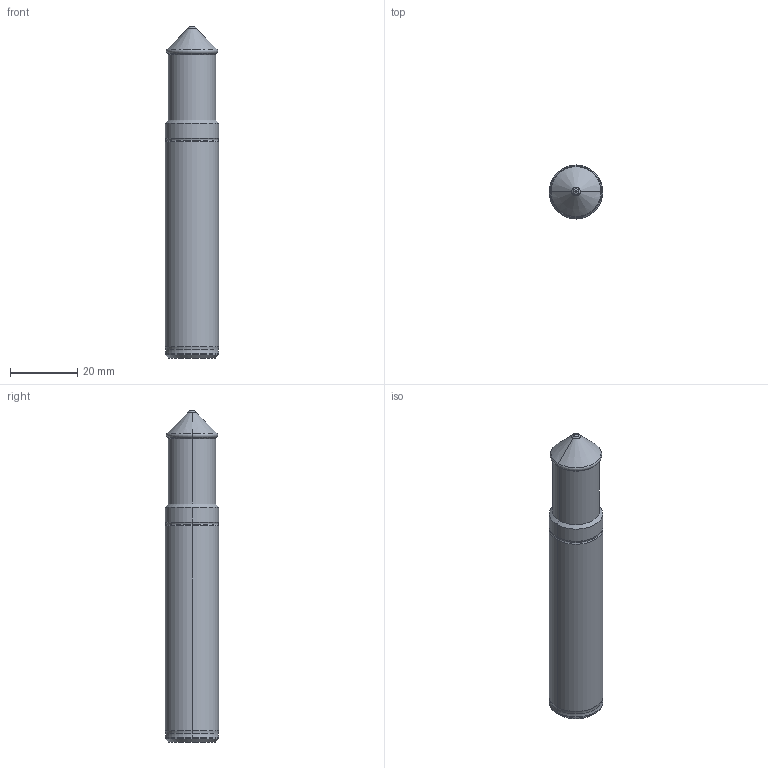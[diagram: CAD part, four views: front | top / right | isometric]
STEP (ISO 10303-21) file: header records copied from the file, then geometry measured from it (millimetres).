
FILE_DESCRIPTION (( 'STEP AP214' ), '1' );
FILE_NAME ('99616-14.STEP', '2017-01-03T10:37:01', ( 'User' ), ( 'GENUINE' ), 'SwSTEP 2.0', 'SolidWorks 2012', '' );
FILE_SCHEMA (( 'AUTOMOTIVE_DESIGN' ));
Length unit declared in the file: millimetre
Products named in the file (1): 99616-14
Bounding box: 16 x 16 x 99 mm (x, y, z)
Volume: 17948.5 mm3; surface area: 4954.1 mm2
Topology: 1 solids, 1 shells, 34 faces, 66 edges, 34 vertices
Faces by surface type: torus 12, cone 10, cylinder 10, plane 2
Entity records: 1033 total; most frequent: DIRECTION 182, CARTESIAN_POINT 135, ORIENTED_EDGE 132, AXIS2_PLACEMENT_3D 81, EDGE_CURVE 66, CIRCLE 46, EDGE_LOOP 34, VERTEX_POINT 34
